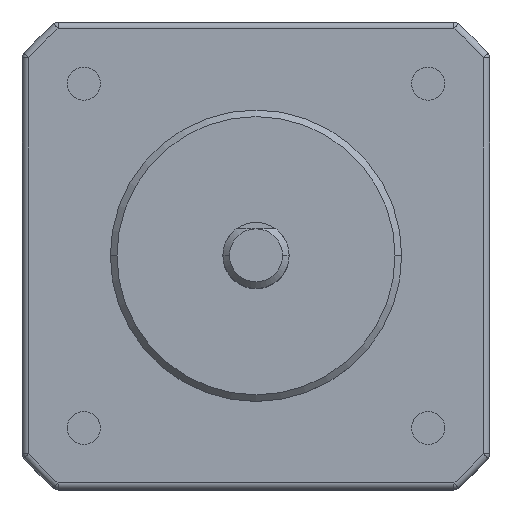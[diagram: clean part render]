
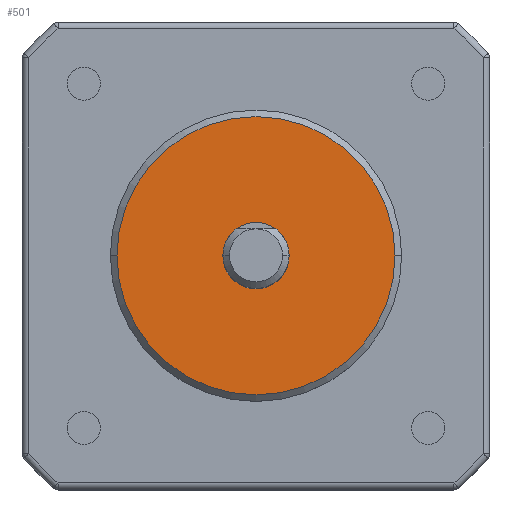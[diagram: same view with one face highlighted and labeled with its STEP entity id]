
A CAD part, top view. The second image highlights one B-rep face of the part: STEP entity #501.
In plain terms, the highlighted planar face has unit normal (0, 0, 1).
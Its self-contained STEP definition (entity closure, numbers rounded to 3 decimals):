
#1 = EDGE_CURVE ( 'NONE', #583, #584, #2096, .T. ) ;
#359 = EDGE_CURVE ( 'NONE', #439, #432, #1649, .T. ) ;
#432 = VERTEX_POINT ( 'NONE', #1879 ) ;
#439 = VERTEX_POINT ( 'NONE', #1881 ) ;
#457 = EDGE_CURVE ( 'NONE', #584, #583, #1674, .T. ) ;
#488 = EDGE_CURVE ( 'NONE', #432, #439, #1695, .T. ) ;
#501 = ADVANCED_FACE ( 'NONE', ( #938, #942 ), #1249, .T. ) ;
#583 = VERTEX_POINT ( 'NONE', #1104 ) ;
#584 = VERTEX_POINT ( 'NONE', #1105 ) ;
#602 = ORIENTED_EDGE ( 'NONE', *, *, #1, .T. ) ;
#609 = ORIENTED_EDGE ( 'NONE', *, *, #488, .T. ) ;
#615 = ORIENTED_EDGE ( 'NONE', *, *, #359, .T. ) ;
#627 = ORIENTED_EDGE ( 'NONE', *, *, #457, .T. ) ;
#633 = CARTESIAN_POINT ( 'NONE',  ( 0., 0., 22. ) ) ;
#787 = DIRECTION ( 'NONE',  ( 0., 0., -1. ) ) ;
#788 = DIRECTION ( 'NONE',  ( 1., 0., 0. ) ) ;
#938 = FACE_OUTER_BOUND ( 'NONE', #2185, .T. ) ;
#942 = FACE_BOUND ( 'NONE', #2186, .T. ) ;
#991 = DIRECTION ( 'NONE',  ( 1., 0., 0. ) ) ;
#1104 = CARTESIAN_POINT ( 'NONE',  ( 2.5, 0., 22. ) ) ;
#1105 = CARTESIAN_POINT ( 'NONE',  ( -2.5, 0., 22. ) ) ;
#1215 = CARTESIAN_POINT ( 'NONE',  ( 0., 0., 22. ) ) ;
#1216 = DIRECTION ( 'NONE',  ( 0., 0., 1. ) ) ;
#1217 = DIRECTION ( 'NONE',  ( 1., 0., 0. ) ) ;
#1249 = PLANE ( 'NONE',  #1739 ) ;
#1250 = CARTESIAN_POINT ( 'NONE',  ( 0., 0., 22. ) ) ;
#1251 = DIRECTION ( 'NONE',  ( 0., 0., 1. ) ) ;
#1649 = CIRCLE ( 'NONE', #1655, 10.5 ) ;
#1655 = AXIS2_PLACEMENT_3D ( 'NONE', #1866, #1867, #1868 ) ;
#1674 = CIRCLE ( 'NONE', #1676, 2.5 ) ;
#1676 = AXIS2_PLACEMENT_3D ( 'NONE', #1919, #1920, #1921 ) ;
#1695 = CIRCLE ( 'NONE', #1722, 10.5 ) ;
#1722 = AXIS2_PLACEMENT_3D ( 'NONE', #1215, #1216, #1217 ) ;
#1739 = AXIS2_PLACEMENT_3D ( 'NONE', #1250, #1251, #991 ) ;
#1866 = CARTESIAN_POINT ( 'NONE',  ( 0., 0., 22. ) ) ;
#1867 = DIRECTION ( 'NONE',  ( 0., 0., 1. ) ) ;
#1868 = DIRECTION ( 'NONE',  ( 1., 0., 0. ) ) ;
#1879 = CARTESIAN_POINT ( 'NONE',  ( 10.5, 0., 22. ) ) ;
#1881 = CARTESIAN_POINT ( 'NONE',  ( -10.5, 0., 22. ) ) ;
#1919 = CARTESIAN_POINT ( 'NONE',  ( 0., 0., 22. ) ) ;
#1920 = DIRECTION ( 'NONE',  ( 0., 0., -1. ) ) ;
#1921 = DIRECTION ( 'NONE',  ( 1., 0., 0. ) ) ;
#2096 = CIRCLE ( 'NONE', #2116, 2.5 ) ;
#2116 = AXIS2_PLACEMENT_3D ( 'NONE', #633, #787, #788 ) ;
#2185 = EDGE_LOOP ( 'NONE', ( #615, #609 ) ) ;
#2186 = EDGE_LOOP ( 'NONE', ( #627, #602 ) ) ;
